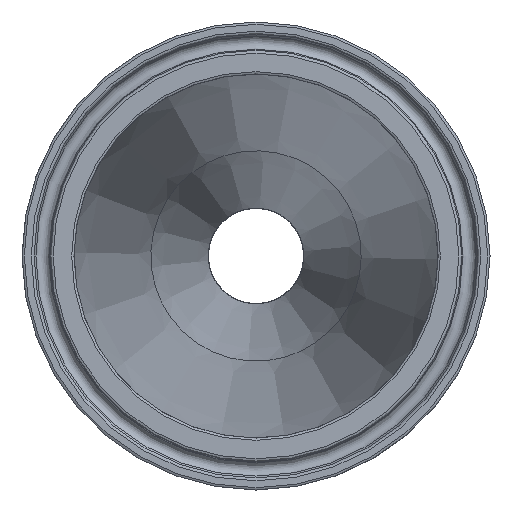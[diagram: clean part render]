
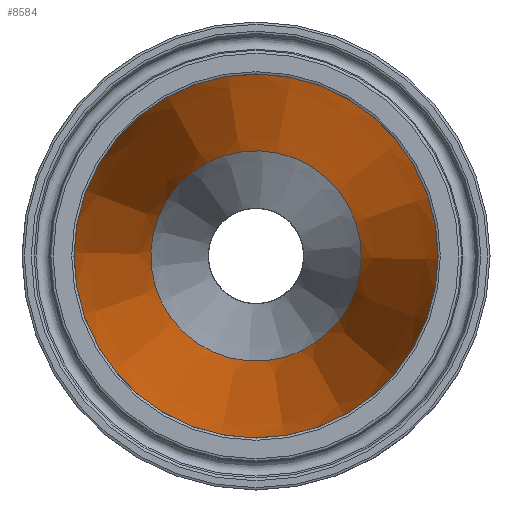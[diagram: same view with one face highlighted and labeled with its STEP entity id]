
A CAD part, left-side view. The second image highlights one B-rep face of the part: STEP entity #8584.
In plain terms, the highlighted conical face has half-angle 7.125 degrees and reference radius 23.749 mm.
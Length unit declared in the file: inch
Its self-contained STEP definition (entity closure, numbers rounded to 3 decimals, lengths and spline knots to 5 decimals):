
#169=FACE_BOUND('',#1616,.T.);
#1056=FACE_OUTER_BOUND('',#1615,.T.);
#1615=EDGE_LOOP('',(#7980));
#1616=EDGE_LOOP('',(#7981));
#2997=CIRCLE('',#9118,0.685);
#2998=CIRCLE('',#9121,1.185);
#4244=VERTEX_POINT('',#18433);
#4245=VERTEX_POINT('',#18437);
#5492=EDGE_CURVE('',#4244,#4244,#2997,.T.);
#5493=EDGE_CURVE('',#4245,#4245,#2998,.T.);
#7980=ORIENTED_EDGE('',*,*,#5493,.F.);
#7981=ORIENTED_EDGE('',*,*,#5492,.T.);
#8037=CONICAL_SURFACE('',#9120,0.935,7.125);
#8584=ADVANCED_FACE('',(#1056,#169),#8037,.F.);
#9118=AXIS2_PLACEMENT_3D('',#18434,#10767,#10768);
#9120=AXIS2_PLACEMENT_3D('',#18436,#10771,#10772);
#9121=AXIS2_PLACEMENT_3D('',#18438,#10773,#10774);
#10767=DIRECTION('center_axis',(1.,0.,0.));
#10768=DIRECTION('ref_axis',(0.,-1.,
-0.019));
#10771=DIRECTION('center_axis',(-1.,0.,0.));
#10772=DIRECTION('ref_axis',(0.,-1.,
-0.019));
#10773=DIRECTION('center_axis',(1.,0.,0.));
#10774=DIRECTION('ref_axis',(0.,-1.,
-0.019));
#18433=CARTESIAN_POINT('',(4.5,-0.68488,-0.01272));
#18434=CARTESIAN_POINT('Origin',(4.5,0.,0.));
#18436=CARTESIAN_POINT('Origin',(2.5,0.,0.));
#18437=CARTESIAN_POINT('',(0.5,-1.1848,-0.02201));
#18438=CARTESIAN_POINT('Origin',(0.5,0.,0.));
